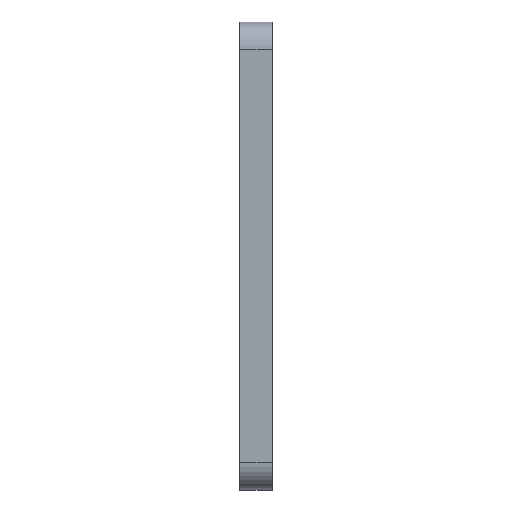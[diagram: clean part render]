
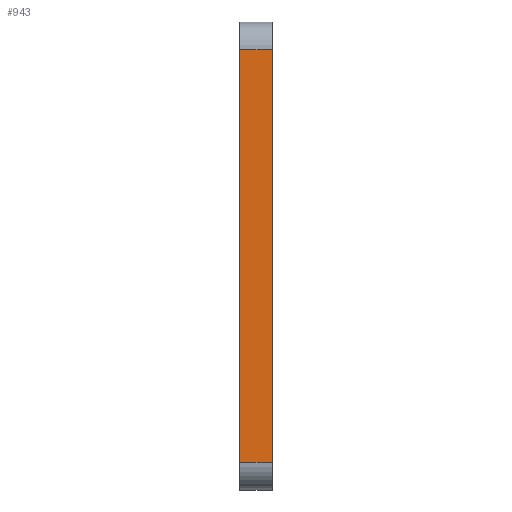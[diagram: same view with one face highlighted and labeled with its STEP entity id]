
A CAD part, left-side view. The second image highlights one B-rep face of the part: STEP entity #943.
In plain terms, the highlighted planar face has unit normal (-1, 0, 0).
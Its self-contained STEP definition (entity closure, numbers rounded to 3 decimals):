
#7 = VERTEX_POINT ( 'NONE', #1122 ) ;
#46 = DIRECTION ( 'NONE',  ( 0., -1., 0. ) ) ;
#145 = CARTESIAN_POINT ( 'NONE',  ( -74., -34., 4.75 ) ) ;
#149 = ORIENTED_EDGE ( 'NONE', *, *, #1508, .F. ) ;
#202 = CARTESIAN_POINT ( 'NONE',  ( -74., -34., 0. ) ) ;
#215 = VECTOR ( 'NONE', #284, 1000. ) ;
#273 = VECTOR ( 'NONE', #584, 1000. ) ;
#284 = DIRECTION ( 'NONE',  ( 0., -1., 0. ) ) ;
#316 = DIRECTION ( 'NONE',  ( 0., 0., 1. ) ) ;
#350 = VERTEX_POINT ( 'NONE', #1189 ) ;
#474 = CARTESIAN_POINT ( 'NONE',  ( -74., 30., 4.75 ) ) ;
#532 = LINE ( 'NONE', #145, #215 ) ;
#584 = DIRECTION ( 'NONE',  ( 0., 0., -1. ) ) ;
#681 = LINE ( 'NONE', #1169, #866 ) ;
#768 = VECTOR ( 'NONE', #46, 1000. ) ;
#797 = ORIENTED_EDGE ( 'NONE', *, *, #1091, .T. ) ;
#819 = LINE ( 'NONE', #1422, #273 ) ;
#842 = DIRECTION ( 'NONE',  ( 1., 0., 0. ) ) ;
#866 = VECTOR ( 'NONE', #316, 1000. ) ;
#888 = AXIS2_PLACEMENT_3D ( 'NONE', #1498, #842, #1320 ) ;
#892 = VERTEX_POINT ( 'NONE', #966 ) ;
#900 = VERTEX_POINT ( 'NONE', #474 ) ;
#943 = ADVANCED_FACE ( 'NONE', ( #1024 ), #1329, .F. ) ;
#945 = EDGE_LOOP ( 'NONE', ( #797, #1200, #149, #1051 ) ) ;
#966 = CARTESIAN_POINT ( 'NONE',  ( -74., -30., 0. ) ) ;
#999 = EDGE_CURVE ( 'NONE', #892, #7, #681, .T. ) ;
#1024 = FACE_OUTER_BOUND ( 'NONE', #945, .T. ) ;
#1051 = ORIENTED_EDGE ( 'NONE', *, *, #1234, .T. ) ;
#1091 = EDGE_CURVE ( 'NONE', #350, #892, #1521, .T. ) ;
#1122 = CARTESIAN_POINT ( 'NONE',  ( -74., -30., 4.75 ) ) ;
#1169 = CARTESIAN_POINT ( 'NONE',  ( -74., -30., 4.75 ) ) ;
#1189 = CARTESIAN_POINT ( 'NONE',  ( -74., 30., 0. ) ) ;
#1200 = ORIENTED_EDGE ( 'NONE', *, *, #999, .T. ) ;
#1234 = EDGE_CURVE ( 'NONE', #900, #350, #819, .T. ) ;
#1320 = DIRECTION ( 'NONE',  ( 0., 1., 0. ) ) ;
#1329 = PLANE ( 'NONE',  #888 ) ;
#1422 = CARTESIAN_POINT ( 'NONE',  ( -74., 30., 4.75 ) ) ;
#1498 = CARTESIAN_POINT ( 'NONE',  ( -74., -34., 4.75 ) ) ;
#1508 = EDGE_CURVE ( 'NONE', #900, #7, #532, .T. ) ;
#1521 = LINE ( 'NONE', #202, #768 ) ;
